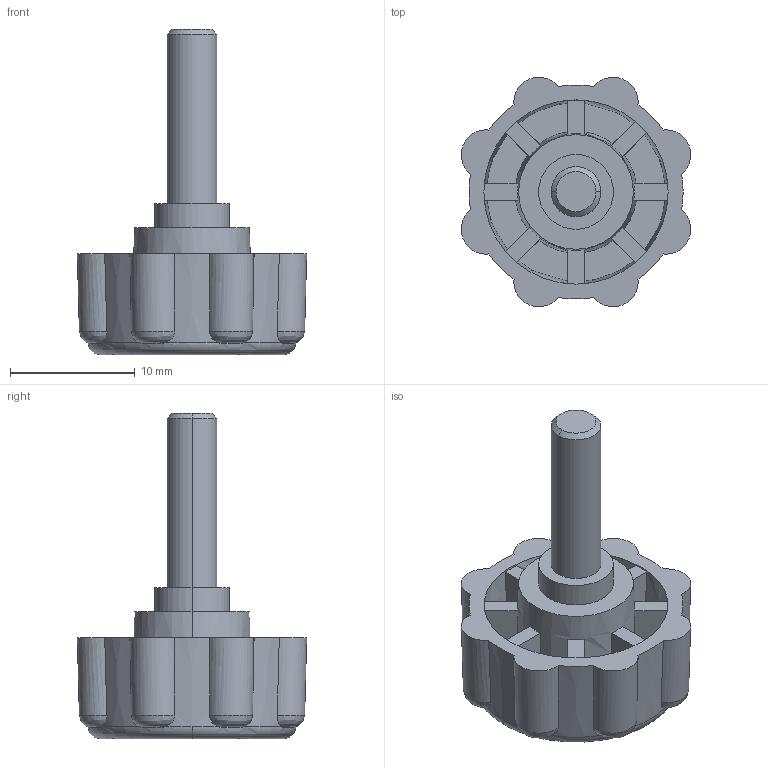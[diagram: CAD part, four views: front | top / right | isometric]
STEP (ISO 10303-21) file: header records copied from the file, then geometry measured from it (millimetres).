
FILE_DESCRIPTION (( 'STEP AP214' ), '1' );
FILE_NAME ('SH-999-002-100_00.STEP', '2024-11-27T21:29:04', ( '' ), ( '' ), 'SwSTEP 2.0', 'SolidWorks 2022', '' );
FILE_SCHEMA (( 'AUTOMOTIVE_DESIGN' ));
Length unit declared in the file: millimetre
Products named in the file (3): SH-999-002-110_00; SH-999-002-100_00; SH-999-002-120_00
Assembly tree (2 placements, depth 2):
  SH-999-002-100_00
    SH-999-002-120_00
    SH-999-002-110_00
Bounding box: 18.41 x 18.41 x 26.1 mm (x, y, z)
Volume: 1953.6 mm3; surface area: 2161.3 mm2
Topology: 2 solids, 2 shells, 86 faces, 234 edges, 155 vertices
Faces by surface type: plane 47, bspline 16, cone 15, cylinder 6, torus 2
Entity records: 4159 total; most frequent: CARTESIAN_POINT 2008, ORIENTED_EDGE 468, DIRECTION 381, EDGE_CURVE 234, AXIS2_PLACEMENT_3D 168, VERTEX_POINT 155, B_SPLINE_CURVE_WITH_KNOTS 96, CIRCLE 93
